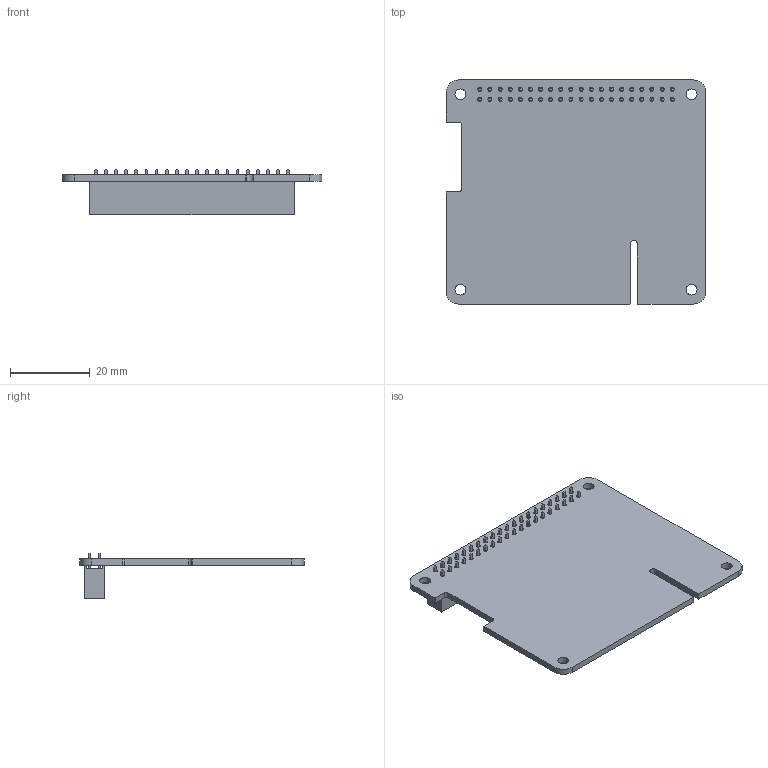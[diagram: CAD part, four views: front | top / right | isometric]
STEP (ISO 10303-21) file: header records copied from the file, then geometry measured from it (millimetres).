
FILE_DESCRIPTION(('Open CASCADE Model'),'2;1');
FILE_NAME('Open CASCADE Shape Model','2023-10-13T15:36:42',('Author'),( 'Open CASCADE'),'Open CASCADE STEP processor 7.5','Open CASCADE 7.5' ,'Unknown');
FILE_SCHEMA(('AUTOMOTIVE_DESIGN { 1 0 10303 214 1 1 1 1 }'));
Length unit declared in the file: millimetre
Products named in the file (7): PCB; Board; Open CASCADE STEP translator 7.5 9.1.1; J1; 61304021821; 6130xx21821_PIN
Assembly tree (45 placements, depth 4):
  PCB
    Board
      Open CASCADE STEP translator 7.5 9.1.1
    J1
      61304021821
        61304021821
        6130xx21821_PIN  x40
Bounding box: 65.2 x 56.2 x 11.5 mm (x, y, z)
Volume: 7343.6 mm3; surface area: 12073.2 mm2
Topology: 42 solids, 42 shells, 1559 faces, 4265 edges, 2790 vertices
Faces by surface type: plane 1344, cylinder 135, bspline 80
Full cylindrical faces by diameter (mm): 1.02 x40, 2.7 x4
Entity records: 18635 total; most frequent: CARTESIAN_POINT 3246, ORIENTED_EDGE 3148, DIRECTION 2940, EDGE_CURVE 1574, LINE 1456, VECTOR 1456, VERTEX_POINT 996, FACE_BOUND 752
